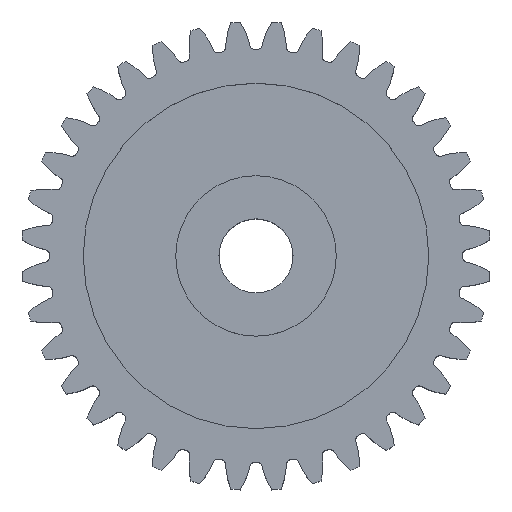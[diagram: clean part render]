
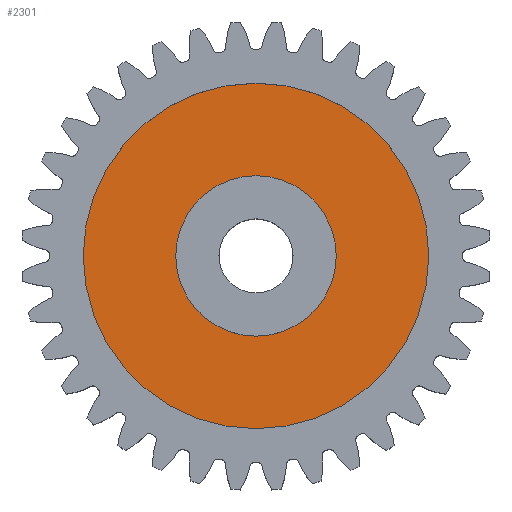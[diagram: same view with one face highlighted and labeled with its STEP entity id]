
A CAD part, top view. The second image highlights one B-rep face of the part: STEP entity #2301.
In plain terms, the highlighted planar face has unit normal (0, 0, 1).
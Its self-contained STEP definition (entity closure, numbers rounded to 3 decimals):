
#478 = EDGE_CURVE ( 'NONE', #479, #518, #3483, .T. ) ;
#479 = VERTEX_POINT ( 'NONE', #3298 ) ;
#518 = VERTEX_POINT ( 'NONE', #3335 ) ;
#550 = VERTEX_POINT ( 'NONE', #3393 ) ;
#551 = VERTEX_POINT ( 'NONE', #3429 ) ;
#564 = EDGE_CURVE ( 'NONE', #551, #550, #3213, .T. ) ;
#2292 = ORIENTED_EDGE ( 'NONE', *, *, #564, .F. ) ;
#2298 = ORIENTED_EDGE ( 'NONE', *, *, #478, .T. ) ;
#2299 = EDGE_LOOP ( 'NONE', ( #2298, #2302 ) ) ;
#2300 = ORIENTED_EDGE ( 'NONE', *, *, #2305, .F. ) ;
#2301 = ADVANCED_FACE ( 'NONE', ( #6445, #6486 ), #6481, .F. ) ;
#2302 = ORIENTED_EDGE ( 'NONE', *, *, #2304, .T. ) ;
#2304 = EDGE_CURVE ( 'NONE', #518, #479, #6472, .T. ) ;
#2305 = EDGE_CURVE ( 'NONE', #550, #551, #6474, .T. ) ;
#2467 = EDGE_LOOP ( 'NONE', ( #2300, #2292 ) ) ;
#2922 = CARTESIAN_POINT ( 'NONE',  ( 0., 0., 10.5 ) ) ;
#2927 = AXIS2_PLACEMENT_3D ( 'NONE', #2922, #3217, #3431 ) ;
#3213 = CIRCLE ( 'NONE', #2927, 28. ) ;
#3217 = DIRECTION ( 'NONE',  ( 0., 0., -1. ) ) ;
#3294 = DIRECTION ( 'NONE',  ( -1., 0., 0. ) ) ;
#3295 = DIRECTION ( 'NONE',  ( 0., 0., -1. ) ) ;
#3296 = CARTESIAN_POINT ( 'NONE',  ( 0., 0., 10.5 ) ) ;
#3298 = CARTESIAN_POINT ( 'NONE',  ( -13., 0., 10.5 ) ) ;
#3312 = AXIS2_PLACEMENT_3D ( 'NONE', #3296, #3295, #3294 ) ;
#3335 = CARTESIAN_POINT ( 'NONE',  ( 13., 0., 10.5 ) ) ;
#3393 = CARTESIAN_POINT ( 'NONE',  ( -28., 0., 10.5 ) ) ;
#3429 = CARTESIAN_POINT ( 'NONE',  ( 28., 0., 10.5 ) ) ;
#3431 = DIRECTION ( 'NONE',  ( -1., 0., 0. ) ) ;
#3483 = CIRCLE ( 'NONE', #3312, 13. ) ;
#6432 = CARTESIAN_POINT ( 'NONE',  ( 0., 0., 10.5 ) ) ;
#6436 = AXIS2_PLACEMENT_3D ( 'NONE', #6467, #6466, #6465 ) ;
#6445 = FACE_BOUND ( 'NONE', #2299, .T. ) ;
#6447 = AXIS2_PLACEMENT_3D ( 'NONE', #6461, #6471, #6516 ) ;
#6461 = CARTESIAN_POINT ( 'NONE',  ( 0., 0., 10.5 ) ) ;
#6465 = DIRECTION ( 'NONE',  ( -1., 0., 0. ) ) ;
#6466 = DIRECTION ( 'NONE',  ( 0., 0., -1. ) ) ;
#6467 = CARTESIAN_POINT ( 'NONE',  ( 0., 0., 10.5 ) ) ;
#6471 = DIRECTION ( 'NONE',  ( 0., 0., -1. ) ) ;
#6472 = CIRCLE ( 'NONE', #6436, 13. ) ;
#6474 = CIRCLE ( 'NONE', #6447, 28. ) ;
#6480 = AXIS2_PLACEMENT_3D ( 'NONE', #6432, #6608, #6607 ) ;
#6481 = PLANE ( 'NONE',  #6480 ) ;
#6486 = FACE_OUTER_BOUND ( 'NONE', #2467, .T. ) ;
#6516 = DIRECTION ( 'NONE',  ( -1., 0., 0. ) ) ;
#6607 = DIRECTION ( 'NONE',  ( -1., 0., 0. ) ) ;
#6608 = DIRECTION ( 'NONE',  ( 0., 0., -1. ) ) ;
